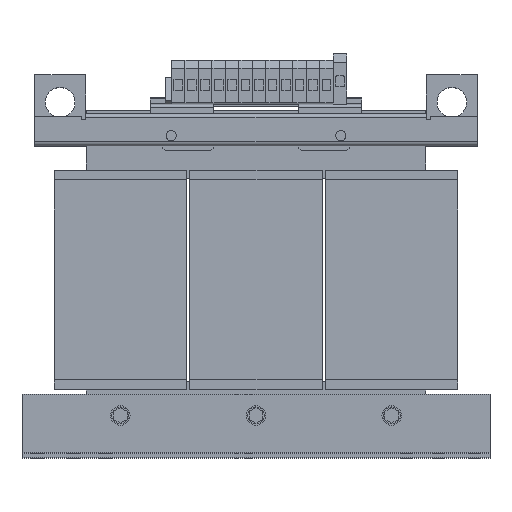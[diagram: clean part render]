
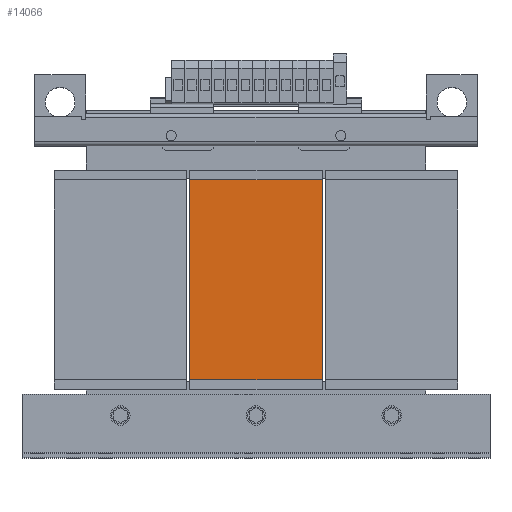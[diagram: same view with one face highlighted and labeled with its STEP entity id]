
A CAD part, top view. The second image highlights one B-rep face of the part: STEP entity #14066.
In plain terms, the highlighted planar face has unit normal (0, 0, 1).
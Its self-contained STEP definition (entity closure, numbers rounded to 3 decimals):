
#595 = PLANE ( 'NONE',  #17178 ) ;
#2727 = VECTOR ( 'NONE', #26778, 1000. ) ;
#2818 = CARTESIAN_POINT ( 'NONE',  ( 78., -117.8, 92. ) ) ;
#3012 = DIRECTION ( 'NONE',  ( 0., 1., 0. ) ) ;
#5613 = VECTOR ( 'NONE', #16354, 1000. ) ;
#6730 = VERTEX_POINT ( 'NONE', #15915 ) ;
#6859 = ORIENTED_EDGE ( 'NONE', *, *, #14338, .F. ) ;
#6929 = EDGE_CURVE ( 'NONE', #26120, #6730, #8202, .T. ) ;
#8202 = LINE ( 'NONE', #24964, #2727 ) ;
#9992 = ORIENTED_EDGE ( 'NONE', *, *, #15986, .F. ) ;
#10431 = ORIENTED_EDGE ( 'NONE', *, *, #6929, .T. ) ;
#14066 = ADVANCED_FACE ( 'NONE', ( #21458 ), #595, .F. ) ;
#14338 = EDGE_CURVE ( 'NONE', #25139, #17366, #17222, .T. ) ;
#14482 = CARTESIAN_POINT ( 'NONE',  ( 78., 0., 92. ) ) ;
#14568 = EDGE_CURVE ( 'NONE', #25139, #26120, #14636, .T. ) ;
#14636 = LINE ( 'NONE', #20048, #18510 ) ;
#15233 = VECTOR ( 'NONE', #26057, 1000. ) ;
#15915 = CARTESIAN_POINT ( 'NONE',  ( -78., -117.8, 92. ) ) ;
#15986 = EDGE_CURVE ( 'NONE', #17366, #6730, #16517, .T. ) ;
#16354 = DIRECTION ( 'NONE',  ( 0., -1., 0. ) ) ;
#16517 = LINE ( 'NONE', #2818, #15233 ) ;
#16896 = CARTESIAN_POINT ( 'NONE',  ( -78., 117.8, 92. ) ) ;
#17178 = AXIS2_PLACEMENT_3D ( 'NONE', #21294, #25753, #3012 ) ;
#17222 = LINE ( 'NONE', #14482, #5613 ) ;
#17366 = VERTEX_POINT ( 'NONE', #20247 ) ;
#17945 = ORIENTED_EDGE ( 'NONE', *, *, #14568, .T. ) ;
#18046 = DIRECTION ( 'NONE',  ( -1., 0., 0. ) ) ;
#18510 = VECTOR ( 'NONE', #18046, 1000. ) ;
#20048 = CARTESIAN_POINT ( 'NONE',  ( 78., 117.8, 92. ) ) ;
#20247 = CARTESIAN_POINT ( 'NONE',  ( 78., -117.8, 92. ) ) ;
#21294 = CARTESIAN_POINT ( 'NONE',  ( 78., 0., 92. ) ) ;
#21458 = FACE_OUTER_BOUND ( 'NONE', #22955, .T. ) ;
#22955 = EDGE_LOOP ( 'NONE', ( #10431, #9992, #6859, #17945 ) ) ;
#24964 = CARTESIAN_POINT ( 'NONE',  ( -78., 0., 92. ) ) ;
#25139 = VERTEX_POINT ( 'NONE', #26203 ) ;
#25753 = DIRECTION ( 'NONE',  ( 0., 0., -1. ) ) ;
#26057 = DIRECTION ( 'NONE',  ( -1., 0., 0. ) ) ;
#26120 = VERTEX_POINT ( 'NONE', #16896 ) ;
#26203 = CARTESIAN_POINT ( 'NONE',  ( 78., 117.8, 92. ) ) ;
#26778 = DIRECTION ( 'NONE',  ( 0., -1., 0. ) ) ;
